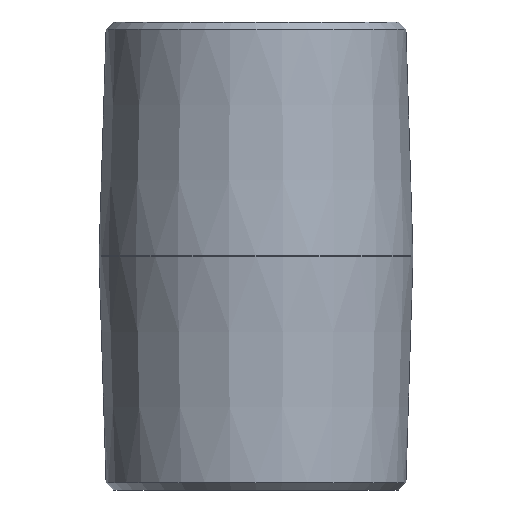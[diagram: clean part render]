
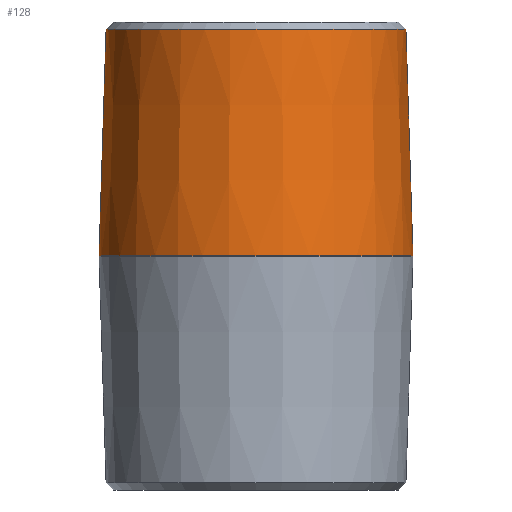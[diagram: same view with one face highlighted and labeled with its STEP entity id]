
A CAD part, front view. The second image highlights one B-rep face of the part: STEP entity #128.
In plain terms, the highlighted conical face has half-angle 1.79 degrees and reference radius 16.701 mm.
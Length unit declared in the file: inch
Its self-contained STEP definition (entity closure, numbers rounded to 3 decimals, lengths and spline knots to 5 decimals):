
#19=CONICAL_SURFACE('',#160,0.6575,0.031);
#24=FACE_OUTER_BOUND('',#32,.T.);
#32=EDGE_LOOP('',(#93,#94,#95,#96));
#42=LINE('',#228,#48);
#48=VECTOR('',#189,0.6575);
#54=CIRCLE('',#158,0.62787);
#56=CIRCLE('',#161,0.6575);
#63=VERTEX_POINT('',#221);
#65=VERTEX_POINT('',#227);
#73=EDGE_CURVE('',#63,#63,#54,.T.);
#76=EDGE_CURVE('',#63,#65,#42,.T.);
#77=EDGE_CURVE('',#65,#65,#56,.T.);
#93=ORIENTED_EDGE('',*,*,#73,.F.);
#94=ORIENTED_EDGE('',*,*,#76,.T.);
#95=ORIENTED_EDGE('',*,*,#77,.F.);
#96=ORIENTED_EDGE('',*,*,#76,.F.);
#128=ADVANCED_FACE('',(#24),#19,.T.);
#158=AXIS2_PLACEMENT_3D('',#222,#182,#183);
#160=AXIS2_PLACEMENT_3D('',#226,#187,#188);
#161=AXIS2_PLACEMENT_3D('',#229,#190,#191);
#182=DIRECTION('center_axis',(0.,0.,1.));
#183=DIRECTION('ref_axis',(-1.,0.,0.));
#187=DIRECTION('center_axis',(0.,0.,-1.));
#188=DIRECTION('ref_axis',(-1.,0.,0.));
#189=DIRECTION('',(0.031,0.,-1.));
#190=DIRECTION('center_axis',(0.,0.,-1.));
#191=DIRECTION('ref_axis',(-1.,0.,0.));
#221=CARTESIAN_POINT('',(0.62787,0.,0.94877));
#222=CARTESIAN_POINT('Origin',(0.,0.,0.94877));
#226=CARTESIAN_POINT('Origin',(0.,0.,0.0005));
#227=CARTESIAN_POINT('',(0.6575,0.,0.0005));
#228=CARTESIAN_POINT('',(0.6575,0.,0.0005));
#229=CARTESIAN_POINT('Origin',(0.,0.,0.0005));
